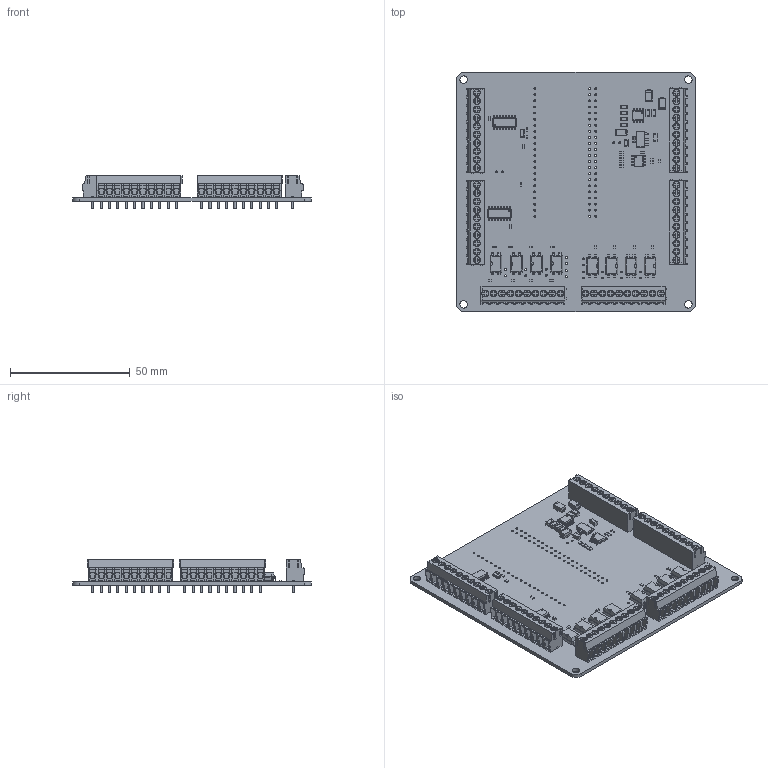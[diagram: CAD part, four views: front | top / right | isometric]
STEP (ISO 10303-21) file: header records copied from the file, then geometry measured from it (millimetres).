
FILE_DESCRIPTION(('KiCad electronic assembly'),'2;1');
FILE_NAME('esp-motioncontroller.step','2025-08-04T15:00:10',('Pcbnew'),( 'Kicad'),'Open CASCADE STEP processor 7.9','KiCad to STEP converter' ,'Unknown');
FILE_SCHEMA(('AUTOMOTIVE_DESIGN { 1 0 10303 214 1 1 1 1 }'));
Length unit declared in the file: millimetre
Products named in the file (13): esp-motioncontroller 1; C_0603_1608Metric; SOIC-8_3.9x4.9mm_P1.27mm; C_1206_3216Metric; R_0603_1608Metric; TerminalBlock_Phoenix_PT-1,5-10-3.5-H_1x10_P3.50mm_Horizontal; D_SMA; Crystal_SMD_3215-2Pin_3.2x1.5mm; SMDIP-4_W9.53mm; SOT-223; SOIC-16_3.9x9.9mm_P1.27mm; esp-motioncontroller_PCB; esp-motioncontroller 2
Assembly tree (59 placements, depth 2):
  esp-motioncontroller 1
    C_0603_1608Metric  x3
    SOIC-8_3.9x4.9mm_P1.27mm  x2
    C_1206_3216Metric  x8
    R_0603_1608Metric  x24
    TerminalBlock_Phoenix_PT-1,5-10-3.5-H_1x10_P3.50mm_Horizontal  x6
    D_SMA  x3
    Crystal_SMD_3215-2Pin_3.2x1.5mm
    SMDIP-4_W9.53mm  x8
    SOT-223
    SOIC-16_3.9x9.9mm_P1.27mm  x2
    esp-motioncontroller_PCB
  esp-motioncontroller 2
Bounding box: 100 x 100 x 13.7 mm (x, y, z)
Volume: 26269 mm3; surface area: 41665.8 mm2
Topology: 59 solids, 59 shells, 6000 faces, 15937 edges, 10265 vertices
Faces by surface type: plane 4372, cylinder 1330, bspline 262, torus 36
Full cylindrical faces by diameter (mm): 0.8 x90, 0.9 x60, 1.2 x60, 2.7 x60, 2.9 x60, 3.2 x4
Entity records: 59487 total; most frequent: CARTESIAN_POINT 8751, ORIENTED_EDGE 8148, DIRECTION 8073, EDGE_CURVE 4075, LINE 2891, VECTOR 2891, VERTEX_POINT 2609, AXIS2_PLACEMENT_3D 2591
